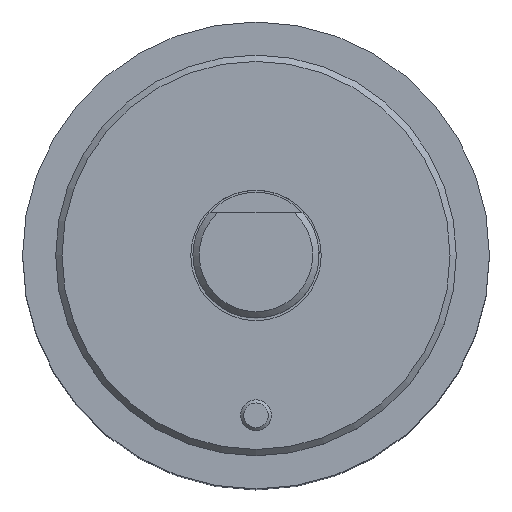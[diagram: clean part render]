
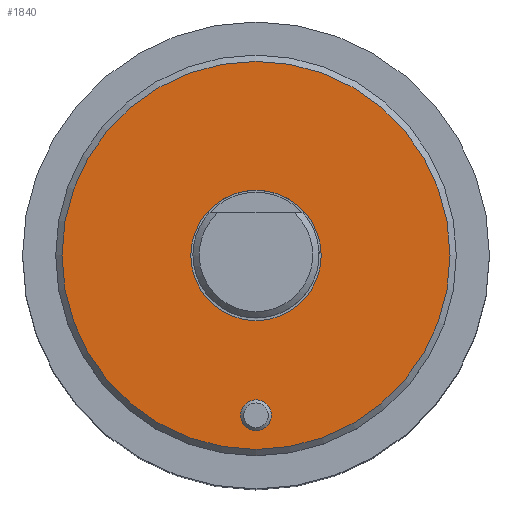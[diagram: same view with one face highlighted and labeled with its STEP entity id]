
A CAD part, top view. The second image highlights one B-rep face of the part: STEP entity #1840.
In plain terms, the highlighted planar face has unit normal (0, 0, 1).
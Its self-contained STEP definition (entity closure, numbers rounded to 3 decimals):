
#1840=ADVANCED_FACE('', (#1850,#1860,#1870), #1880, .T.);
#9520=AXIS2_PLACEMENT_3D('Ax2Pl3d', #9530, #9540, #9550);
#9560=AXIS2_PLACEMENT_3D('Ax2Pl3d', #9570, #9580, #9590);
#9600=AXIS2_PLACEMENT_3D('Ax2Pl3d', #9610, #9620, #9630);
#9640=AXIS2_PLACEMENT_3D('Ax2Pl3d', #9650, #9660, #9670);
#9530=CARTESIAN_POINT('HicPkt', (9.203,0.,1.55));
#9570=CARTESIAN_POINT('HicPkt', (0.,0.,1.55));
#16950=CARTESIAN_POINT('', (9.225,0.,1.55));
#9610=CARTESIAN_POINT('HicPkt', (0.,0.,1.55));
#16960=CARTESIAN_POINT('', (3.1,0.,1.55));
#9650=CARTESIAN_POINT('HicPkt', (0.,-7.6,1.55));
#16970=CARTESIAN_POINT('', (0.,-6.865,1.55));
#18320=CIRCLE('Circle', #9560, 9.225);
#18330=CIRCLE('Circle', #9600, 3.1);
#18340=CIRCLE('Circle', #9640, 0.735);
#9540=DIRECTION('Axis', (0.,0.,1.));
#9550=DIRECTION('RefDirection', (1.,0.,-0.));
#9580=DIRECTION('Axis', (0.,0.,1.));
#9590=DIRECTION('RefDirection', (1.,0.,-0.));
#9620=DIRECTION('Axis', (0.,0.,-1.));
#9630=DIRECTION('RefDirection', (-1.,-0.,0.));
#9660=DIRECTION('Axis', (0.,0.,-1.));
#9670=DIRECTION('RefDirection', (-1.,-0.,0.));
#26620=EDGE_CURVE('', #26630, #26630, #18320, .T.);
#26640=EDGE_CURVE('', #26650, #26650, #18330, .T.);
#26660=EDGE_CURVE('', #26670, #26670, #18340, .T.);
#30730=EDGE_LOOP('Edge_loop', (#30740));
#30750=EDGE_LOOP('Edge_loop', (#30760));
#30770=EDGE_LOOP('Edge_loop', (#30780));
#1860=FACE_BOUND('', #30750, .T.);
#1870=FACE_BOUND('', #30770, .T.);
#1850=FACE_OUTER_BOUND('Face_outer_bound', #30730, .T.);
#30740=ORIENTED_EDGE('', *, *, #26620, .T.);
#30760=ORIENTED_EDGE('', *, *, #26640, .T.);
#30780=ORIENTED_EDGE('', *, *, #26660, .T.);
#1880=PLANE('Plane', #9520);
#26630=VERTEX_POINT('', #16950);
#26650=VERTEX_POINT('', #16960);
#26670=VERTEX_POINT('', #16970);
